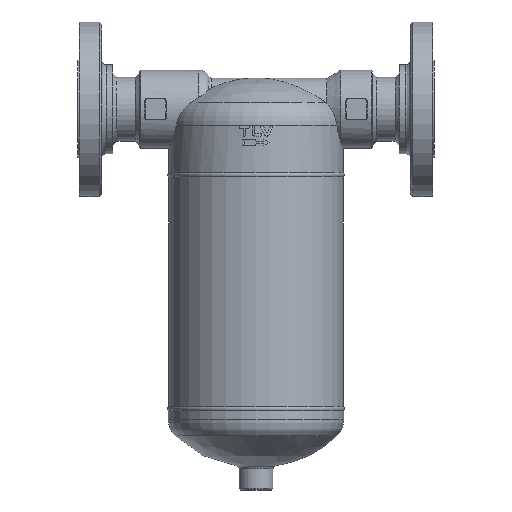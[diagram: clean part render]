
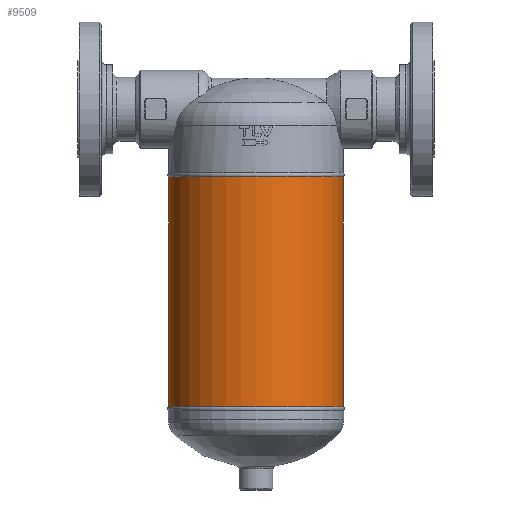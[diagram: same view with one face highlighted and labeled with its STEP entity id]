
A CAD part, front view. The second image highlights one B-rep face of the part: STEP entity #9509.
In plain terms, the highlighted cylindrical face has radius 82.6 mm (diameter 165.2 mm), a full revolution.
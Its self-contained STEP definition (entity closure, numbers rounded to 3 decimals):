
#9190=CARTESIAN_POINT('',(-82.6,0.,-219.066));
#9191=VERTEX_POINT('',#9190);
#9192=CARTESIAN_POINT('',(0.,0.0,-219.066));
#9193=DIRECTION('',(0.0,0.0,-1.0));
#9194=DIRECTION('',(1.0,0.0,0.0));
#9195=AXIS2_PLACEMENT_3D('',#9192,#9193,#9194);
#9196=CIRCLE('',#9195,82.6);
#9197=EDGE_CURVE('',#9191,#9191,#9196,.T.);
#9207=CARTESIAN_POINT('',(-82.6,0.,-1.934));
#9208=VERTEX_POINT('',#9207);
#9209=CARTESIAN_POINT('',(0.,0.0,-1.934));
#9210=DIRECTION('',(0.0,0.0,1.0));
#9211=DIRECTION('',(1.0,0.0,0.0));
#9212=AXIS2_PLACEMENT_3D('',#9209,#9210,#9211);
#9213=CIRCLE('',#9212,82.6);
#9214=EDGE_CURVE('',#9208,#9208,#9213,.T.);
#9498=CARTESIAN_POINT('',(0.,0.0,0.));
#9499=DIRECTION('',(0.,0.0,-1.0));
#9500=DIRECTION('',(1.0,0.0,0.0));
#9501=AXIS2_PLACEMENT_3D('',#9498,#9499,#9500);
#9502=CYLINDRICAL_SURFACE('',#9501,82.6);
#9503=ORIENTED_EDGE('',*,*,#9214,.F.);
#9504=EDGE_LOOP('',(#9503));
#9505=FACE_OUTER_BOUND('',#9504,.T.);
#9506=ORIENTED_EDGE('',*,*,#9197,.F.);
#9507=EDGE_LOOP('',(#9506));
#9508=FACE_BOUND('',#9507,.T.);
#9509=ADVANCED_FACE('',(#9505,#9508),#9502,.T.);
